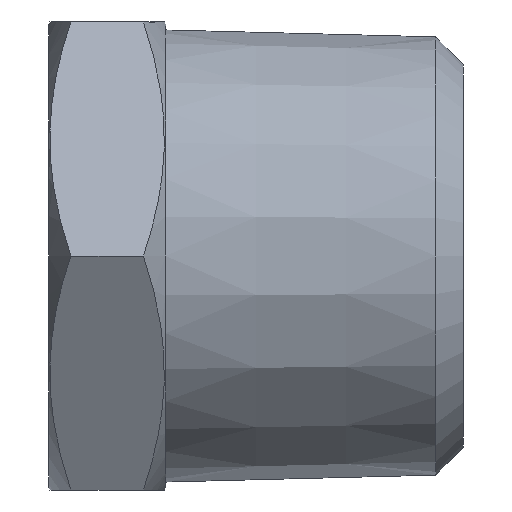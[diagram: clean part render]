
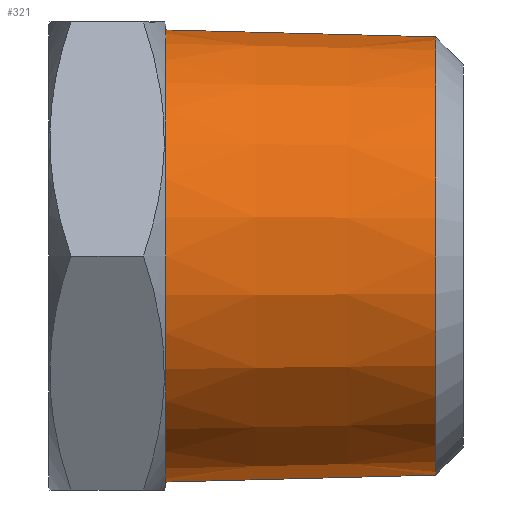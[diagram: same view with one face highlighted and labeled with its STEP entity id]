
A CAD part, left-side view. The second image highlights one B-rep face of the part: STEP entity #321.
In plain terms, the highlighted conical face has half-angle 1.47 degrees and reference radius 10.626 mm.
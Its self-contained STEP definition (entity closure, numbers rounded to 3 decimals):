
#98 = EDGE_CURVE ( 'NONE', #909, #681, #792, .T. ) ;
#99 = EDGE_CURVE ( 'NONE', #898, #680, #790, .T. ) ;
#127 = AXIS2_PLACEMENT_3D ( 'NONE', #622, #623, #624 ) ;
#129 = AXIS2_PLACEMENT_3D ( 'NONE', #616, #617, #618 ) ;
#155 = AXIS2_PLACEMENT_3D ( 'NONE', #499, #500, #501 ) ;
#230 = EDGE_LOOP ( 'NONE', ( #247, #289, #872, #884 ) ) ;
#247 = ORIENTED_EDGE ( 'NONE', *, *, #99, .F. ) ;
#289 = ORIENTED_EDGE ( 'NONE', *, *, #934, .F. ) ;
#321 = ADVANCED_FACE ( 'NONE', ( #754 ), #753, .T. ) ;
#364 = CARTESIAN_POINT ( 'NONE',  ( 0., 14., 10.626 ) ) ;
#365 = DIRECTION ( 'NONE',  ( 0., 1., 0.026 ) ) ;
#366 = CARTESIAN_POINT ( 'NONE',  ( 0., 14., -10.626 ) ) ;
#367 = DIRECTION ( 'NONE',  ( 0., 1., -0.026 ) ) ;
#499 = CARTESIAN_POINT ( 'NONE',  ( 0., 14., 0. ) ) ;
#500 = DIRECTION ( 'NONE',  ( 0., 1., 0. ) ) ;
#501 = DIRECTION ( 'NONE',  ( 0., 0., 1. ) ) ;
#549 = CARTESIAN_POINT ( 'NONE',  ( 0., 14., -10.626 ) ) ;
#550 = CARTESIAN_POINT ( 'NONE',  ( 0., 14., 10.626 ) ) ;
#554 = CARTESIAN_POINT ( 'NONE',  ( 0., 1.3, -10.3 ) ) ;
#561 = CARTESIAN_POINT ( 'NONE',  ( 0., 1.3, 10.3 ) ) ;
#616 = CARTESIAN_POINT ( 'NONE',  ( 0., 14., 0. ) ) ;
#617 = DIRECTION ( 'NONE',  ( 0., -1., 0. ) ) ;
#618 = DIRECTION ( 'NONE',  ( 0., 0., -1. ) ) ;
#622 = CARTESIAN_POINT ( 'NONE',  ( 0., 1.3, 0. ) ) ;
#623 = DIRECTION ( 'NONE',  ( 0., -1., 0. ) ) ;
#624 = DIRECTION ( 'NONE',  ( 0., 0., -1. ) ) ;
#680 = VERTEX_POINT ( 'NONE', #549 ) ;
#681 = VERTEX_POINT ( 'NONE', #550 ) ;
#711 = CIRCLE ( 'NONE', #127, 10.3 ) ;
#713 = CIRCLE ( 'NONE', #129, 10.626 ) ;
#753 = CONICAL_SURFACE ( 'NONE', #155, 10.626, 0.026 ) ;
#754 = FACE_OUTER_BOUND ( 'NONE', #230, .T. ) ;
#789 = VECTOR ( 'NONE', #367, 1000. ) ;
#790 = LINE ( 'NONE', #366, #789 ) ;
#791 = VECTOR ( 'NONE', #365, 1000. ) ;
#792 = LINE ( 'NONE', #364, #791 ) ;
#872 = ORIENTED_EDGE ( 'NONE', *, *, #98, .T. ) ;
#884 = ORIENTED_EDGE ( 'NONE', *, *, #932, .T. ) ;
#898 = VERTEX_POINT ( 'NONE', #554 ) ;
#909 = VERTEX_POINT ( 'NONE', #561 ) ;
#932 = EDGE_CURVE ( 'NONE', #681, #680, #713, .T. ) ;
#934 = EDGE_CURVE ( 'NONE', #909, #898, #711, .T. ) ;
